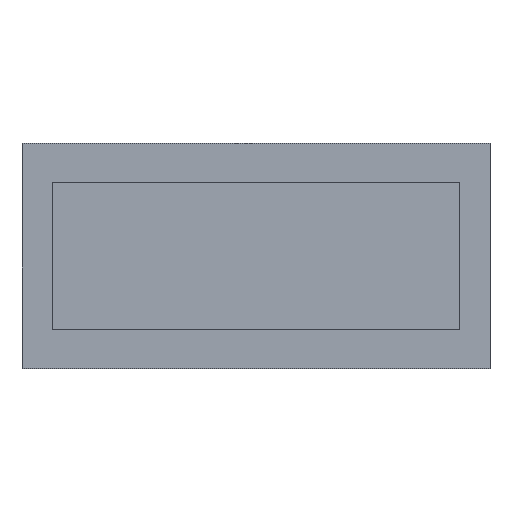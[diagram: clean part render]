
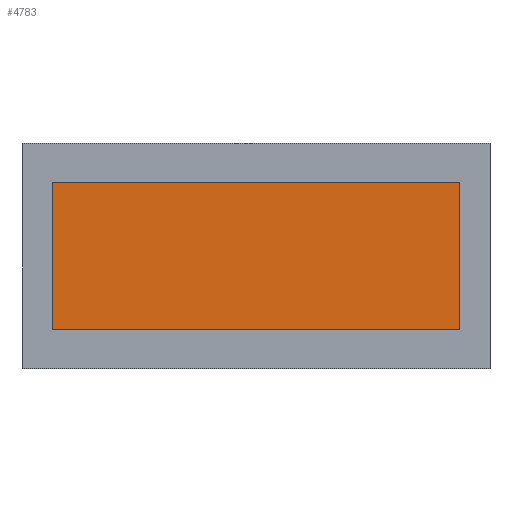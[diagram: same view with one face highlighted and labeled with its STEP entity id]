
A CAD part, top view. The second image highlights one B-rep face of the part: STEP entity #4783.
In plain terms, the highlighted free-form (B-spline) face has degree [1, 1] with [2, 2] control points.
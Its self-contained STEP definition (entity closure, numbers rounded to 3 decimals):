
#4744=CARTESIAN_POINT('',(-22.65,-8.15,12.9));
#4745=CARTESIAN_POINT('',(22.65,-8.15,12.9));
#4746=CARTESIAN_POINT('',(-22.65,8.15,12.9));
#4747=CARTESIAN_POINT('',(22.65,8.15,12.9));
#4748=B_SPLINE_SURFACE_WITH_KNOTS('',1,1,((#4744,#4746),(#4745,#4747)),.UNSPECIFIED.,.F.,.F.,.U.,(2,2),(2,2),(0.0,45.3),(0.0,16.3),.UNSPECIFIED.);
#4749=CARTESIAN_POINT('',(22.65,8.15,12.9));
#4750=VERTEX_POINT('',#4749);
#4751=CARTESIAN_POINT('',(22.65,-8.15,12.9));
#4752=VERTEX_POINT('',#4751);
#4753=CARTESIAN_POINT('',(22.65,8.15,12.9));
#4754=DIRECTION('',(0.0,-1.0,0.0));
#4755=VECTOR('',#4754,16.3);
#4756=LINE('',#4753,#4755);
#4757=EDGE_CURVE('',#4750,#4752,#4756,.T.);
#4758=ORIENTED_EDGE('',*,*,#4757,.F.);
#4759=CARTESIAN_POINT('',(-22.65,8.15,12.9));
#4760=VERTEX_POINT('',#4759);
#4761=CARTESIAN_POINT('',(-22.65,8.15,12.9));
#4762=DIRECTION('',(1.0,0.0,0.0));
#4763=VECTOR('',#4762,45.3);
#4764=LINE('',#4761,#4763);
#4765=EDGE_CURVE('',#4760,#4750,#4764,.T.);
#4766=ORIENTED_EDGE('',*,*,#4765,.F.);
#4767=CARTESIAN_POINT('',(-22.65,-8.15,12.9));
#4768=VERTEX_POINT('',#4767);
#4769=CARTESIAN_POINT('',(-22.65,-8.15,12.9));
#4770=DIRECTION('',(0.0,1.0,0.0));
#4771=VECTOR('',#4770,16.3);
#4772=LINE('',#4769,#4771);
#4773=EDGE_CURVE('',#4768,#4760,#4772,.T.);
#4774=ORIENTED_EDGE('',*,*,#4773,.F.);
#4775=CARTESIAN_POINT('',(22.65,-8.15,12.9));
#4776=DIRECTION('',(-1.0,0.0,0.0));
#4777=VECTOR('',#4776,45.3);
#4778=LINE('',#4775,#4777);
#4779=EDGE_CURVE('',#4752,#4768,#4778,.T.);
#4780=ORIENTED_EDGE('',*,*,#4779,.F.);
#4781=EDGE_LOOP('',(#4758,#4766,#4774,#4780));
#4782=FACE_OUTER_BOUND('',#4781,.T.);
#4783=ADVANCED_FACE('',(#4782),#4748,.T.);
